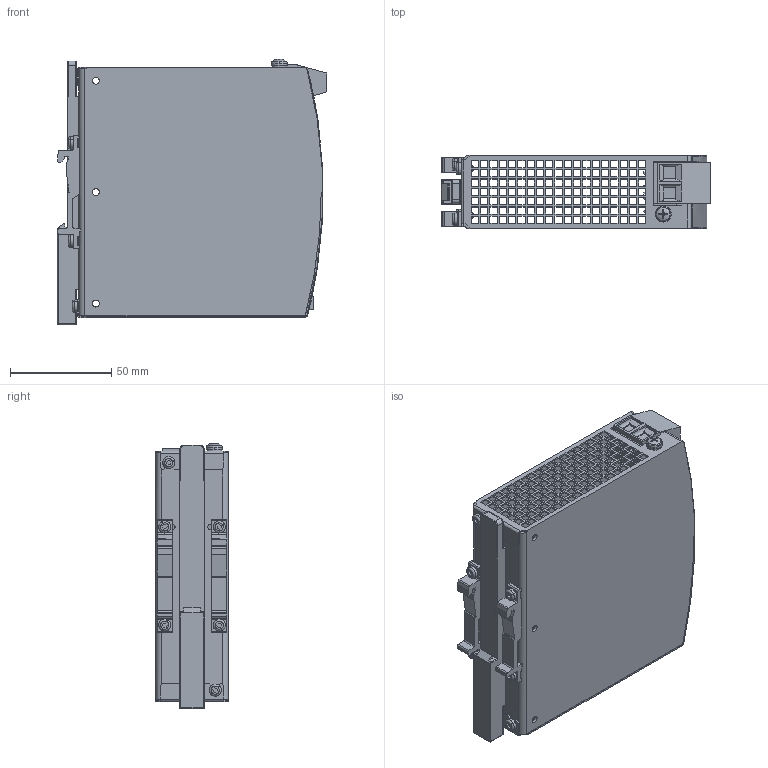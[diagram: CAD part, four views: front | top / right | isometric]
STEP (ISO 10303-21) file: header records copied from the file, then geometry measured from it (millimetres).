
FILE_DESCRIPTION((''),'2;1');
FILE_NAME('CAD-7206_YR40_242_SW0001','2021-03-23T13:17:19',('creinig-se'),(''),'CREO PARAMETRIC BY PTC INC, 2019292','CREO PARAMETRIC BY PTC INC, 2019292','');
FILE_SCHEMA(('CONFIG_CONTROL_DESIGN','SHAPE_APPEARANCE_LAYERS_GROUPS'));
Products named in the file (1): CAD-7206_YR40_242_SW0001
Bounding box: 133.3 x 36 x 131.37 mm (x, y, z)
Volume: 84686.9 mm3; surface area: 99179.5 mm2
Topology: 3 solids, 3 shells, 1889 faces, 5460 edges, 3596 vertices
Faces by surface type: plane 1585, cylinder 214, cone 40, torus 33, sphere 9, bspline 8
Entity records: 78144 total; most frequent: CARTESIAN_POINT 13103, ORIENTED_EDGE 10890, DIRECTION 9605, EDGE_CURVE 5445, VECTOR 4717, LINE 4717, VERTEX_POINT 3590, EDGE_LOOP 2503
